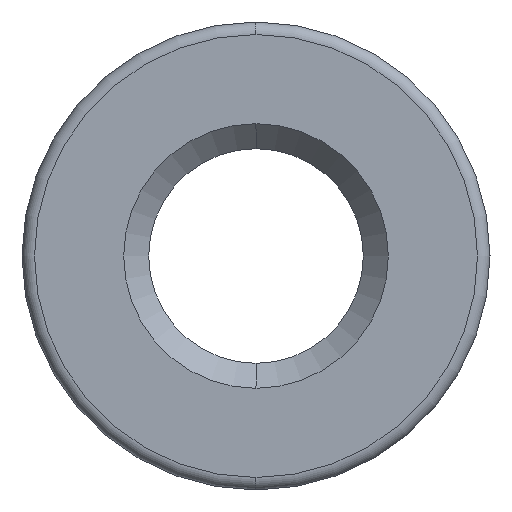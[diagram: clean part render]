
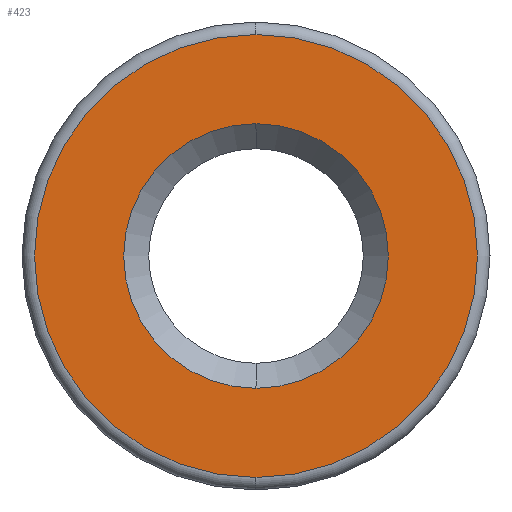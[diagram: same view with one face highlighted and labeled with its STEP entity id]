
A CAD part, front view. The second image highlights one B-rep face of the part: STEP entity #423.
In plain terms, the highlighted planar face has unit normal (0, -1, 0).
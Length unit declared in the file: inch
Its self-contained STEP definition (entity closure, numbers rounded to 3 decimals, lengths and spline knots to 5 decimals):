
#1 = CIRCLE ( 'NONE', #176, 0.106 ) ;
#4 = CIRCLE ( 'NONE', #23, 0.1775 ) ;
#23 = AXIS2_PLACEMENT_3D ( 'NONE', #200, #201, #203 ) ;
#33 = EDGE_CURVE ( 'NONE', #124, #141, #378, .T. ) ;
#38 = EDGE_CURVE ( 'NONE', #152, #132, #4, .T. ) ;
#73 = EDGE_CURVE ( 'NONE', #132, #152, #396, .T. ) ;
#74 = ORIENTED_EDGE ( 'NONE', *, *, #38, .T. ) ;
#75 = ORIENTED_EDGE ( 'NONE', *, *, #73, .T. ) ;
#77 = ORIENTED_EDGE ( 'NONE', *, *, #33, .T. ) ;
#78 = ORIENTED_EDGE ( 'NONE', *, *, #319, .T. ) ;
#124 = VERTEX_POINT ( 'NONE', #238 ) ;
#132 = VERTEX_POINT ( 'NONE', #332 ) ;
#141 = VERTEX_POINT ( 'NONE', #228 ) ;
#143 = EDGE_LOOP ( 'NONE', ( #77, #78 ) ) ;
#152 = VERTEX_POINT ( 'NONE', #278 ) ;
#156 = EDGE_LOOP ( 'NONE', ( #74, #75 ) ) ;
#176 = AXIS2_PLACEMENT_3D ( 'NONE', #411, #414, #409 ) ;
#187 = CARTESIAN_POINT ( 'NONE',  ( 0., 0., 0. ) ) ;
#189 = DIRECTION ( 'NONE',  ( 0., 1., 0. ) ) ;
#192 = DIRECTION ( 'NONE',  ( 0., 0., 1. ) ) ;
#194 = CARTESIAN_POINT ( 'NONE',  ( 0., 0., 0. ) ) ;
#200 = CARTESIAN_POINT ( 'NONE',  ( 0., 0., 0. ) ) ;
#201 = DIRECTION ( 'NONE',  ( 0., -1., 0. ) ) ;
#203 = DIRECTION ( 'NONE',  ( 0., 0., 1. ) ) ;
#228 = CARTESIAN_POINT ( 'NONE',  ( 0., 0., 0.106 ) ) ;
#238 = CARTESIAN_POINT ( 'NONE',  ( 0., 0., -0.106 ) ) ;
#242 = CARTESIAN_POINT ( 'NONE',  ( 0., 0., 0. ) ) ;
#259 = FACE_OUTER_BOUND ( 'NONE', #156, .T. ) ;
#261 = FACE_BOUND ( 'NONE', #143, .T. ) ;
#278 = CARTESIAN_POINT ( 'NONE',  ( 0., 0., 0.1775 ) ) ;
#319 = EDGE_CURVE ( 'NONE', #141, #124, #1, .T. ) ;
#321 = AXIS2_PLACEMENT_3D ( 'NONE', #194, #331, #379 ) ;
#331 = DIRECTION ( 'NONE',  ( 0., 1., 0. ) ) ;
#332 = CARTESIAN_POINT ( 'NONE',  ( 0., 0., -0.1775 ) ) ;
#342 = DIRECTION ( 'NONE',  ( 0., 0., 1. ) ) ;
#353 = AXIS2_PLACEMENT_3D ( 'NONE', #242, #377, #342 ) ;
#354 = AXIS2_PLACEMENT_3D ( 'NONE', #187, #189, #192 ) ;
#364 = PLANE ( 'NONE',  #321 ) ;
#377 = DIRECTION ( 'NONE',  ( 0., -1., 0. ) ) ;
#378 = CIRCLE ( 'NONE', #354, 0.106 ) ;
#379 = DIRECTION ( 'NONE',  ( 0., 0., 1. ) ) ;
#396 = CIRCLE ( 'NONE', #353, 0.1775 ) ;
#409 = DIRECTION ( 'NONE',  ( 0., 0., 1. ) ) ;
#411 = CARTESIAN_POINT ( 'NONE',  ( 0., 0., 0. ) ) ;
#414 = DIRECTION ( 'NONE',  ( 0., 1., 0. ) ) ;
#423 = ADVANCED_FACE ( 'NONE', ( #259, #261 ), #364, .F. ) ;
